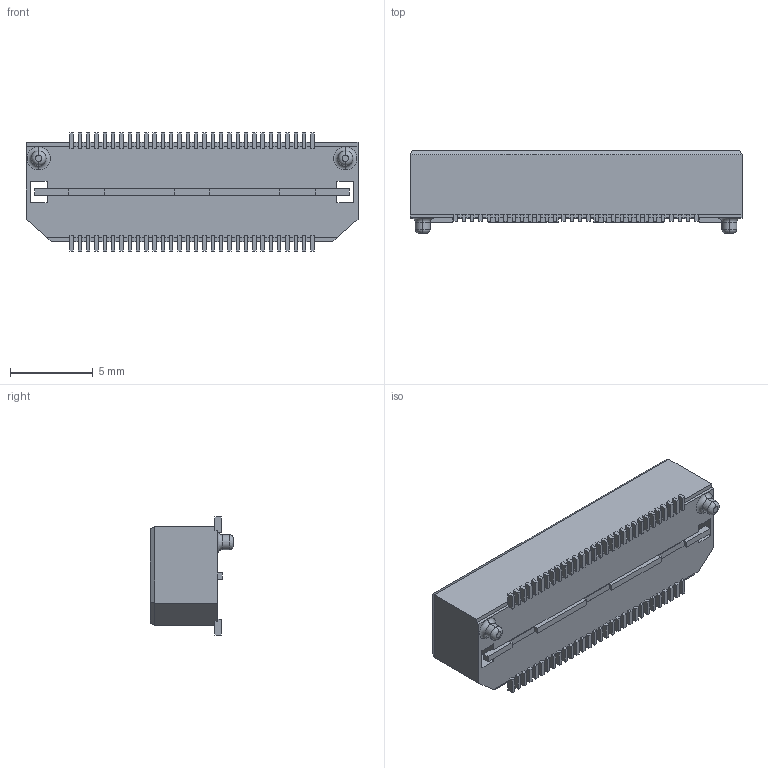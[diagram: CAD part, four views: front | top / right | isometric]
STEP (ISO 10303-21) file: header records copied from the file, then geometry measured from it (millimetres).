
FILE_DESCRIPTION (( 'STEP AP203' ), '1' );
FILE_NAME ('QTH-030-01-X-D-A.step', '2004-11-12T20:55:38', ( 'Dean Purvis' ), ( ' ' ), 'SwSTEP 2.0', 'SolidWorks 2004286', '' );
FILE_SCHEMA (( 'CONFIG_CONTROL_DESIGN' ));
Length unit declared in the file: inch
Products named in the file (1): QTH-030-01-X-D-A
Bounding box: 20 x 5 x 7.11 mm (x, y, z)
Volume: 317.5 mm3; surface area: 704.9 mm2
Topology: 1 solids, 1 shells, 1111 faces, 3002 edges, 1954 vertices
Faces by surface type: plane 1099, torus 8, cylinder 4
Entity records: 34051 total; most frequent: CARTESIAN_POINT 6068, ORIENTED_EDGE 6004, DIRECTION 5250, EDGE_CURVE 3002, LINE 2978, VECTOR 2978, VERTEX_POINT 1954, EDGE_LOOP 1176
